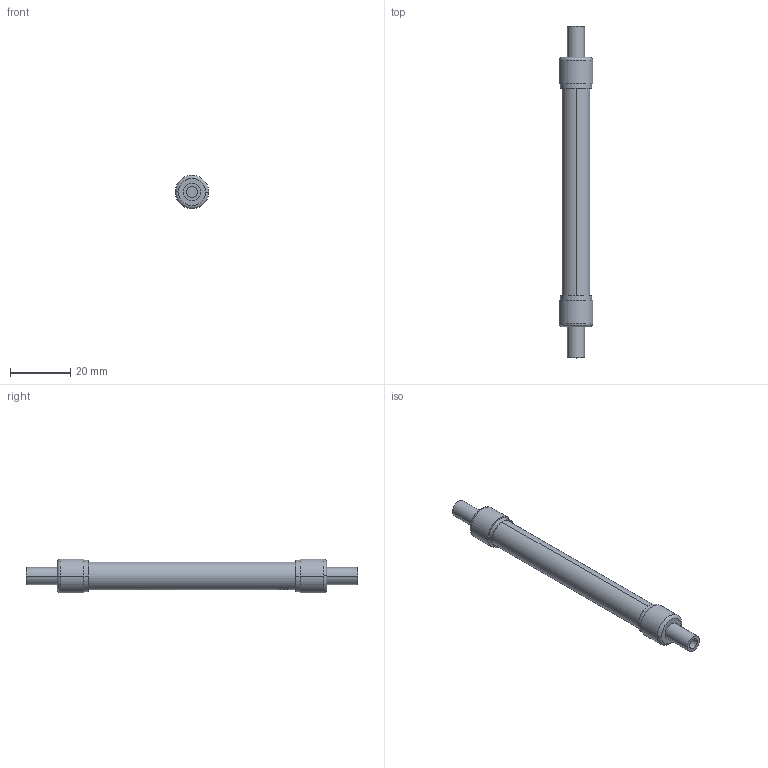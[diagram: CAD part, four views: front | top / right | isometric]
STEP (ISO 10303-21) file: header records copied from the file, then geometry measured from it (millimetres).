
FILE_DESCRIPTION((''),'2;1');
FILE_NAME('002625200_CH10X85_GPV_2A_1500V__ASM','2022-01-05T07:40:41',('marketing.praksa'),('Audax d.o.o.'),'CREO PARAMETRIC BY PTC INC, 2021304','CREO PARAMETRIC BY PTC INC, 2021304','');
FILE_SCHEMA(('AP242_MANAGED_MODEL_BASED_3D_ENGINEERING_MIM_LF { 1 0 10303 442 1 1 4 }'));
Length unit declared in the file: millimetre
Products named in the file (7): 0000011142_1_1_1_1_1_1; BODY_1_1; PRT9552_1_1_1_1; PRT9552_1_2_1_1; PRT9552_1_3_1_1; PRT9552_1_ASM_1_ASM_1_ASM; 002625200_CH10X85_GPV_2A_1500V__ASM
Assembly tree (7 placements, depth 3):
  002625200_CH10X85_GPV_2A_1500V__ASM
    0000011142_1_1_1_1_1_1  x2
    BODY_1_1
    PRT9552_1_ASM_1_ASM_1_ASM
      PRT9552_1_1_1_1
      PRT9552_1_2_1_1
      PRT9552_1_3_1_1
Bounding box: 11.14 x 110 x 11.14 mm (x, y, z)
Volume: 6583.2 mm3; surface area: 4874.5 mm2
Topology: 6 solids, 8 shells, 175 faces, 447 edges, 296 vertices
Faces by surface type: cylinder 77, plane 70, torus 24, cone 4
Entity records: 6787 total; most frequent: CARTESIAN_POINT 1271, ORIENTED_EDGE 782, DIRECTION 728, PRESENTATION_STYLE_ASSIGNMENT 396, STYLED_ITEM 396, CURVE_STYLE 391, EDGE_CURVE 391, AXIS2_PLACEMENT_3D 279
